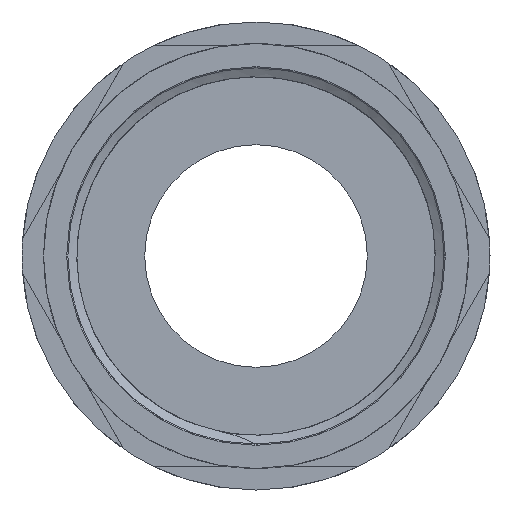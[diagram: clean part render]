
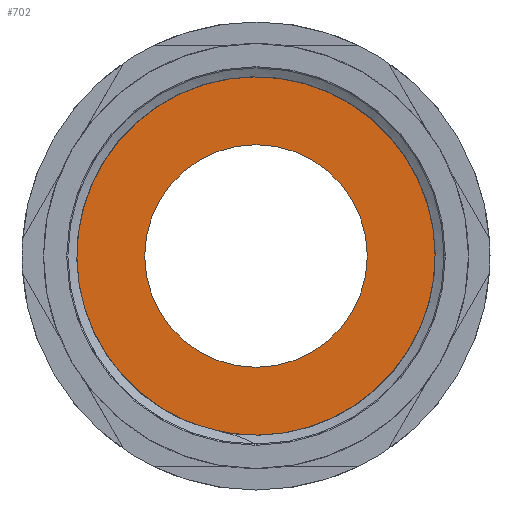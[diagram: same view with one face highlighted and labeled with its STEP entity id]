
A CAD part, left-side view. The second image highlights one B-rep face of the part: STEP entity #702.
In plain terms, the highlighted planar face has unit normal (-1, 0, 0).
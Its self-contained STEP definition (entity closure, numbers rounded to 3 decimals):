
#16=FACE_BOUND('',#155,.T.);
#30=PLANE('',#753);
#58=CIRCLE('',#746,15.3);
#59=CIRCLE('',#754,16.061);
#60=CIRCLE('',#755,9.5);
#108=FACE_OUTER_BOUND('',#154,.T.);
#154=EDGE_LOOP('',(#532,#533,#534,#535));
#155=EDGE_LOOP('',(#536));
#292=B_SPLINE_CURVE_WITH_KNOTS('',3,(#1727,#1728,#1729,#1730,#1731,#1732,
#1733,#1734,#1735,#1736,#1737,#1738,#1739),.UNSPECIFIED.,.F.,.F.,(4,3,3,
3,4),(0.,0.79,1.57,2.34,2.934),
 .UNSPECIFIED.);
#310=B_SPLINE_CURVE_WITH_KNOTS('',3,(#4016,#4017,#4018,#4019,#4020,#4021,
#4022,#4023,#4024,#4025,#4026,#4027,#4028),.UNSPECIFIED.,.F.,.F.,(4,3,3,
3,4),(0.,0.77,1.549,2.339,2.931),
 .UNSPECIFIED.);
#315=VERTEX_POINT('',#1595);
#316=VERTEX_POINT('',#1726);
#318=VERTEX_POINT('',#1882);
#332=VERTEX_POINT('',#3651);
#333=VERTEX_POINT('',#4031);
#382=EDGE_CURVE('',#316,#315,#292,.T.);
#386=EDGE_CURVE('',#315,#318,#58,.T.);
#408=EDGE_CURVE('',#318,#332,#310,.T.);
#409=EDGE_CURVE('',#316,#332,#59,.T.);
#410=EDGE_CURVE('',#333,#333,#60,.T.);
#532=ORIENTED_EDGE('',*,*,#382,.T.);
#533=ORIENTED_EDGE('',*,*,#386,.T.);
#534=ORIENTED_EDGE('',*,*,#408,.T.);
#535=ORIENTED_EDGE('',*,*,#409,.F.);
#536=ORIENTED_EDGE('',*,*,#410,.T.);
#702=ADVANCED_FACE('',(#108,#16),#30,.T.);
#746=AXIS2_PLACEMENT_3D('',#2010,#828,#829);
#753=AXIS2_PLACEMENT_3D('',#4029,#849,#850);
#754=AXIS2_PLACEMENT_3D('',#4030,#851,#852);
#755=AXIS2_PLACEMENT_3D('',#4032,#853,#854);
#828=DIRECTION('center_axis',(-1.,0.,0.));
#829=DIRECTION('ref_axis',(0.,0.,-1.));
#849=DIRECTION('center_axis',(-1.,0.,0.));
#850=DIRECTION('ref_axis',(0.,0.,1.));
#851=DIRECTION('center_axis',(1.,0.,0.));
#852=DIRECTION('ref_axis',(0.,0.,-1.));
#853=DIRECTION('center_axis',(1.,0.,0.));
#854=DIRECTION('ref_axis',(0.,0.,-1.));
#1595=CARTESIAN_POINT('',(-12.2,-8.732,-12.564));
#1726=CARTESIAN_POINT('',(-12.2,15.275,-4.963));
#1727=CARTESIAN_POINT('Ctrl Pts',(-12.2,15.275,-4.963));
#1728=CARTESIAN_POINT('Ctrl Pts',(-12.2,14.398,-7.445));
#1729=CARTESIAN_POINT('Ctrl Pts',(-12.2,12.907,-9.694));
#1730=CARTESIAN_POINT('Ctrl Pts',(-12.2,10.969,-11.457));
#1731=CARTESIAN_POINT('Ctrl Pts',(-12.2,9.053,-13.199));
#1732=CARTESIAN_POINT('Ctrl Pts',(-12.2,6.696,-14.463));
#1733=CARTESIAN_POINT('Ctrl Pts',(-12.2,4.187,-15.09));
#1734=CARTESIAN_POINT('Ctrl Pts',(-12.2,1.71,-15.708));
#1735=CARTESIAN_POINT('Ctrl Pts',(-12.2,-0.927,-15.708));
#1736=CARTESIAN_POINT('Ctrl Pts',(-12.2,-3.409,-15.078));
#1737=CARTESIAN_POINT('Ctrl Pts',(-12.2,-5.324,-14.591));
#1738=CARTESIAN_POINT('Ctrl Pts',(-12.2,-7.137,-13.734));
#1739=CARTESIAN_POINT('Ctrl Pts',(-12.2,-8.732,-12.563));
#1882=CARTESIAN_POINT('',(-12.2,-13.407,-7.371));
#2010=CARTESIAN_POINT('Origin',(-12.2,0.,0.));
#3651=CARTESIAN_POINT('',(-12.2,-3.339,15.71));
#4016=CARTESIAN_POINT('Ctrl Pts',(-12.2,-13.407,-7.371));
#4017=CARTESIAN_POINT('Ctrl Pts',(-12.2,-14.703,-5.157));
#4018=CARTESIAN_POINT('Ctrl Pts',(-12.2,-15.425,-2.625));
#4019=CARTESIAN_POINT('Ctrl Pts',(-12.2,-15.505,-0.071));
#4020=CARTESIAN_POINT('Ctrl Pts',(-12.2,-15.585,2.517));
#4021=CARTESIAN_POINT('Ctrl Pts',(-12.2,-15.,5.131));
#4022=CARTESIAN_POINT('Ctrl Pts',(-12.2,-13.833,7.442));
#4023=CARTESIAN_POINT('Ctrl Pts',(-12.2,-12.653,9.78));
#4024=CARTESIAN_POINT('Ctrl Pts',(-12.2,-10.872,11.821));
#4025=CARTESIAN_POINT('Ctrl Pts',(-12.2,-8.709,13.317));
#4026=CARTESIAN_POINT('Ctrl Pts',(-12.2,-7.086,14.438));
#4027=CARTESIAN_POINT('Ctrl Pts',(-12.2,-5.26,15.248));
#4028=CARTESIAN_POINT('Ctrl Pts',(-12.2,-3.339,15.71));
#4029=CARTESIAN_POINT('Origin',(-12.2,16.061,0.));
#4030=CARTESIAN_POINT('Origin',(-12.2,0.,0.));
#4031=CARTESIAN_POINT('',(-12.2,9.5,0.));
#4032=CARTESIAN_POINT('Origin',(-12.2,0.,0.));
